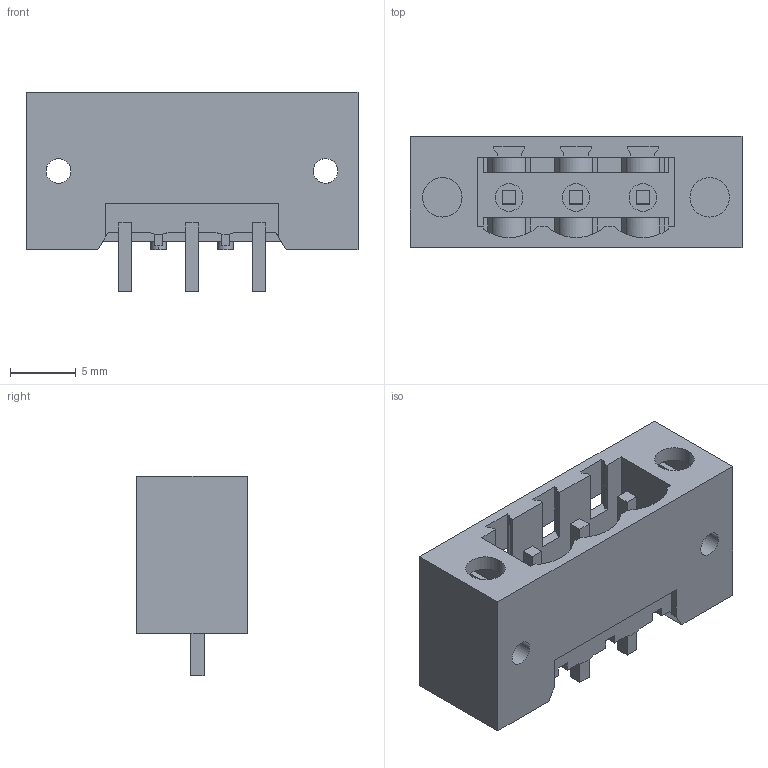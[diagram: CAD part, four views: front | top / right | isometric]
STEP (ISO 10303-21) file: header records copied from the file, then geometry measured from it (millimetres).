
FILE_DESCRIPTION(('CATIA V5 STEP Exchange','CAx-IF Rec.Pracs.--- Model Styling and Organization---1.2---2011-12-15'),'2;1');
FILE_NAME ('D1456753_0_1820600000_1820600000.stp','2018-03-21T12:29:22+00:00',('none'),('Weidmueller'),'CATIA Version 5-6 Release 2014','CATIA V5 STEP AP214','none');
FILE_SCHEMA(('AUTOMOTIVE_DESIGN { 1 0 10303 214 1 1 1 1 }'));
Length unit declared in the file: millimetre
Products named in the file (1): 1820600000
Bounding box: 25.24 x 8.43 x 15.2 mm (x, y, z)
Volume: 1082.4 mm3; surface area: 2514.9 mm2
Topology: 4 solids, 4 shells, 252 faces, 750 edges, 507 vertices
Faces by surface type: plane 214, cylinder 35, extrusion 3
Entity records: 8719 total; most frequent: CARTESIAN_POINT 1966, ORIENTED_EDGE 1500, DIRECTION 1194, EDGE_CURVE 750, VECTOR 638, LINE 635, VERTEX_POINT 507, AXIS2_PLACEMENT_3D 307
